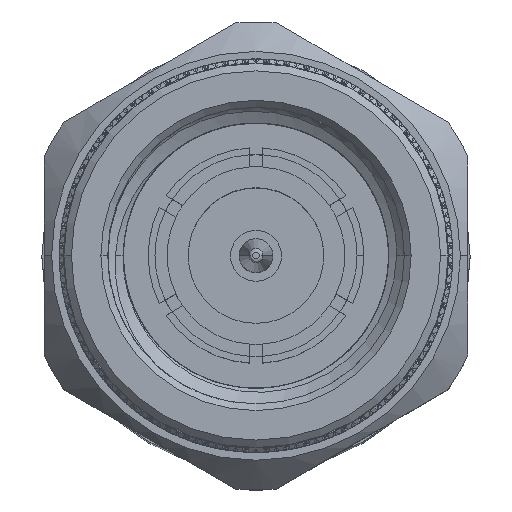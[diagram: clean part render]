
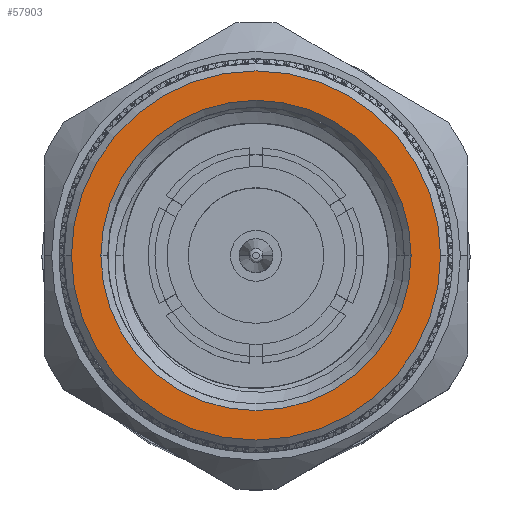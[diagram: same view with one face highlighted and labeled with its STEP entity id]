
A CAD part, top view. The second image highlights one B-rep face of the part: STEP entity #57903.
In plain terms, the highlighted face is planar.
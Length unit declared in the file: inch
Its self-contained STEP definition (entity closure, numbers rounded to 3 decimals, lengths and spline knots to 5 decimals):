
#12669 = PLANE ( 'NONE',  #128536 ) ;
#13238 = DIRECTION ( 'NONE',  ( 1., 0., 0. ) ) ;
#15595 = DIRECTION ( 'NONE',  ( 1., 0., 0. ) ) ;
#16915 = VERTEX_POINT ( 'NONE', #116728 ) ;
#22956 = DIRECTION ( 'NONE',  ( 0., 0., 1. ) ) ;
#24696 = EDGE_CURVE ( 'NONE', #77234, #16915, #36760, .T. ) ;
#24809 = ORIENTED_EDGE ( 'NONE', *, *, #24696, .F. ) ;
#33381 = AXIS2_PLACEMENT_3D ( 'NONE', #85386, #15595, #105601 ) ;
#33888 = VERTEX_POINT ( 'NONE', #97826 ) ;
#36760 = CIRCLE ( 'NONE', #33381, 0.27219 ) ;
#37758 = CIRCLE ( 'NONE', #57099, 0.27219 ) ;
#41913 = CIRCLE ( 'NONE', #90934, 0.22875 ) ;
#43081 = CARTESIAN_POINT ( 'NONE',  ( 0., 0., 0. ) ) ;
#47631 = CIRCLE ( 'NONE', #74059, 0.22875 ) ;
#52394 = VERTEX_POINT ( 'NONE', #116196 ) ;
#52611 = DIRECTION ( 'NONE',  ( 0., 0., 1. ) ) ;
#53396 = DIRECTION ( 'NONE',  ( 0., 0., 1. ) ) ;
#54334 = CARTESIAN_POINT ( 'NONE',  ( 0., 0., 0. ) ) ;
#57099 = AXIS2_PLACEMENT_3D ( 'NONE', #79527, #60166, #69829 ) ;
#57903 = ADVANCED_FACE ( 'NONE', ( #103588, #87799 ), #12669, .T. ) ;
#59976 = EDGE_CURVE ( 'NONE', #52394, #33888, #41913, .T. ) ;
#60166 = DIRECTION ( 'NONE',  ( 1., 0., 0. ) ) ;
#69829 = DIRECTION ( 'NONE',  ( 0., 0., -1. ) ) ;
#71420 = EDGE_CURVE ( 'NONE', #16915, #77234, #37758, .T. ) ;
#72895 = ORIENTED_EDGE ( 'NONE', *, *, #100142, .T. ) ;
#73150 = CARTESIAN_POINT ( 'NONE',  ( 0., 0., 0. ) ) ;
#74059 = AXIS2_PLACEMENT_3D ( 'NONE', #43081, #13238, #22956 ) ;
#77234 = VERTEX_POINT ( 'NONE', #107147 ) ;
#78100 = EDGE_LOOP ( 'NONE', ( #72895, #116814 ) ) ;
#79527 = CARTESIAN_POINT ( 'NONE',  ( 0., 0., 0. ) ) ;
#81959 = DIRECTION ( 'NONE',  ( 1., 0., 0. ) ) ;
#83806 = DIRECTION ( 'NONE',  ( -1., 0., 0. ) ) ;
#85386 = CARTESIAN_POINT ( 'NONE',  ( 0., 0., 0. ) ) ;
#87799 = FACE_BOUND ( 'NONE', #78100, .T. ) ;
#90934 = AXIS2_PLACEMENT_3D ( 'NONE', #73150, #81959, #53396 ) ;
#94335 = ORIENTED_EDGE ( 'NONE', *, *, #71420, .F. ) ;
#97826 = CARTESIAN_POINT ( 'NONE',  ( 0., 0., 0.22875 ) ) ;
#100142 = EDGE_CURVE ( 'NONE', #33888, #52394, #47631, .T. ) ;
#103588 = FACE_OUTER_BOUND ( 'NONE', #122250, .T. ) ;
#105601 = DIRECTION ( 'NONE',  ( 0., 0., -1. ) ) ;
#107147 = CARTESIAN_POINT ( 'NONE',  ( 0., 0., -0.27219 ) ) ;
#116196 = CARTESIAN_POINT ( 'NONE',  ( 0., 0., -0.22875 ) ) ;
#116728 = CARTESIAN_POINT ( 'NONE',  ( 0., 0., 0.27219 ) ) ;
#116814 = ORIENTED_EDGE ( 'NONE', *, *, #59976, .T. ) ;
#122250 = EDGE_LOOP ( 'NONE', ( #24809, #94335 ) ) ;
#128536 = AXIS2_PLACEMENT_3D ( 'NONE', #54334, #83806, #52611 ) ;
